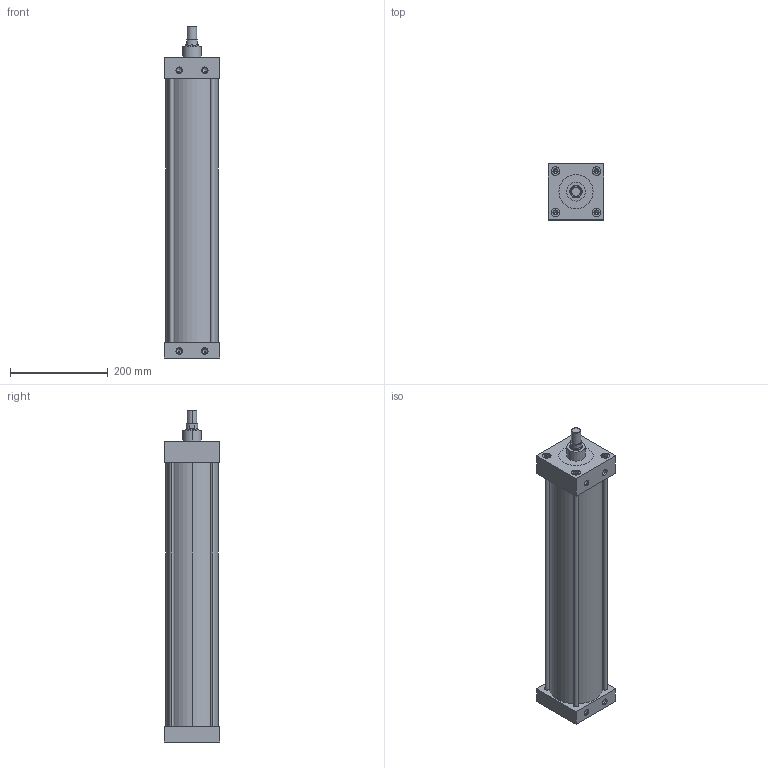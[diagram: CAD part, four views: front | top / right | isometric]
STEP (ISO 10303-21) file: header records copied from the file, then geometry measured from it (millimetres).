
FILE_DESCRIPTION (( 'STEP AP203' ), '1' );
FILE_NAME ('D264200DT-M.step', '2020-09-03T19:08:59', ( '' ), ( '' ), 'SwSTEP 2.0', 'SolidWorks 2019', '' );
FILE_SCHEMA (( 'CONFIG_CONTROL_DESIGN' ));
Length unit declared in the file: inch
Products named in the file (3): D264200DT-M_PISTON_KK1; D264200DT-M; D264200DT-M_BODY
Assembly tree (2 placements, depth 2):
  D264200DT-M
    D264200DT-M_BODY
    D264200DT-M_PISTON_KK1
Bounding box: 114.3 x 114.3 x 679.45 mm (x, y, z)
Volume: 2227931.6 mm3; surface area: 599052.5 mm2
Topology: 2 solids, 2 shells, 198 faces, 478 edges, 289 vertices
Faces by surface type: cone 78, cylinder 62, plane 58
Entity records: 6219 total; most frequent: CARTESIAN_POINT 1328, DIRECTION 1000, ORIENTED_EDGE 904, EDGE_CURVE 452, AXIS2_PLACEMENT_3D 379, VERTEX_POINT 289, LINE 242, VECTOR 242
